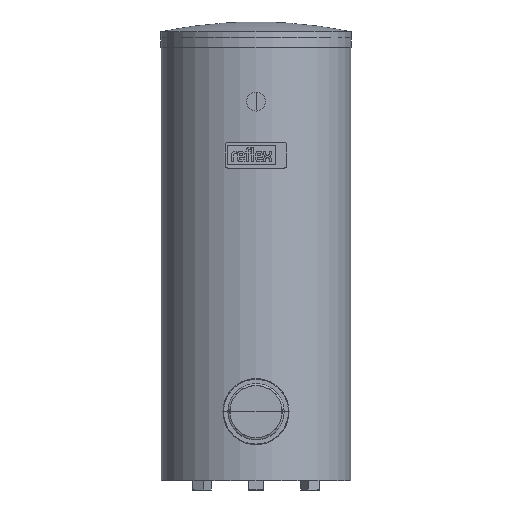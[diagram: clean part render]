
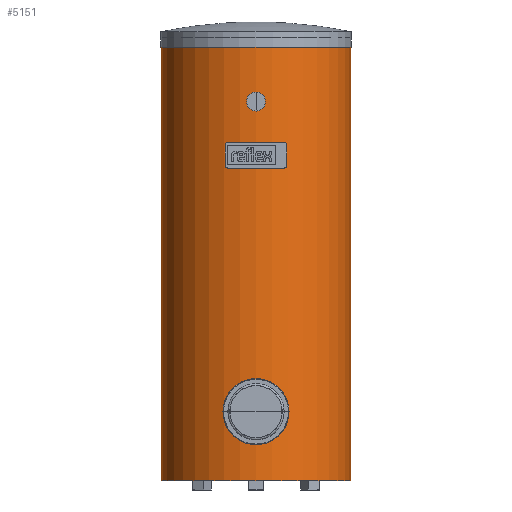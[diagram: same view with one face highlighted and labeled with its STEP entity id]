
A CAD part, front view. The second image highlights one B-rep face of the part: STEP entity #5151.
In plain terms, the highlighted cylindrical face has radius 300 mm (diameter 600 mm), a partial arc.
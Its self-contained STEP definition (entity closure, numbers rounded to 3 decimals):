
#593=FACE_OUTER_BOUND('',#918,.T.);
#918=EDGE_LOOP('',(#4436,#4437,#4438,#4439));
#1357=LINE('',#9161,#1797);
#1358=LINE('',#9162,#1798);
#1797=VECTOR('',#7105,304.8);
#1798=VECTOR('',#7106,304.8);
#2015=CIRCLE('',#5668,300.);
#2018=CIRCLE('',#5673,300.);
#2426=VERTEX_POINT('',#9146);
#2427=VERTEX_POINT('',#9147);
#2430=VERTEX_POINT('',#9158);
#2431=VERTEX_POINT('',#9159);
#3096=EDGE_CURVE('',#2427,#2426,#2015,.T.);
#3099=EDGE_CURVE('',#2431,#2427,#1357,.T.);
#3100=EDGE_CURVE('',#2426,#2430,#1358,.T.);
#3101=EDGE_CURVE('',#2431,#2430,#2018,.T.);
#4436=ORIENTED_EDGE('',*,*,#3101,.T.);
#4437=ORIENTED_EDGE('',*,*,#3100,.F.);
#4438=ORIENTED_EDGE('',*,*,#3096,.F.);
#4439=ORIENTED_EDGE('',*,*,#3099,.F.);
#4549=CYLINDRICAL_SURFACE('',#5672,300.);
#5151=ADVANCED_FACE('',(#593),#4549,.T.);
#5668=AXIS2_PLACEMENT_3D('',#9155,#7097,#7098);
#5672=AXIS2_PLACEMENT_3D('',#9163,#7107,#7108);
#5673=AXIS2_PLACEMENT_3D('',#9164,#7109,#7110);
#7097=DIRECTION('center_axis',(0.,0.,1.));
#7098=DIRECTION('ref_axis',(-1.,0.,0.));
#7105=DIRECTION('',(0.,0.,1.));
#7106=DIRECTION('',(0.,0.,-1.));
#7107=DIRECTION('center_axis',(0.,0.,-1.));
#7108=DIRECTION('ref_axis',(-1.,0.,0.));
#7109=DIRECTION('center_axis',(0.,0.,1.));
#7110=DIRECTION('ref_axis',(-1.,0.,0.));
#9146=CARTESIAN_POINT('',(300.,0.,1432.));
#9147=CARTESIAN_POINT('',(-300.,0.,1432.));
#9155=CARTESIAN_POINT('Origin',(0.,0.,1432.));
#9158=CARTESIAN_POINT('',(300.,0.,30.));
#9159=CARTESIAN_POINT('',(-300.,0.,30.));
#9161=CARTESIAN_POINT('',(-300.,0.,30.));
#9162=CARTESIAN_POINT('',(300.,0.,1432.));
#9163=CARTESIAN_POINT('Origin',(0.,0.,1379.681));
#9164=CARTESIAN_POINT('Origin',(0.,0.,30.));
